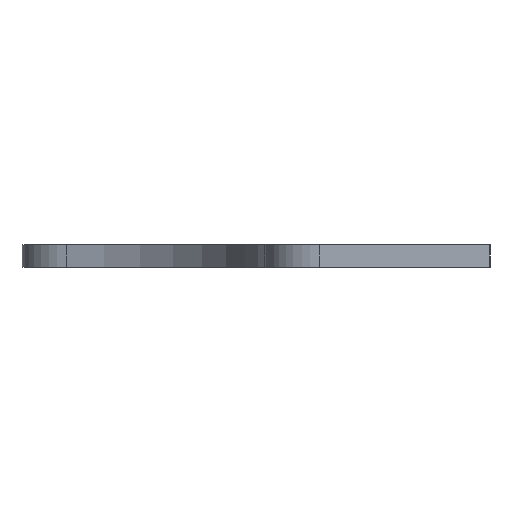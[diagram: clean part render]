
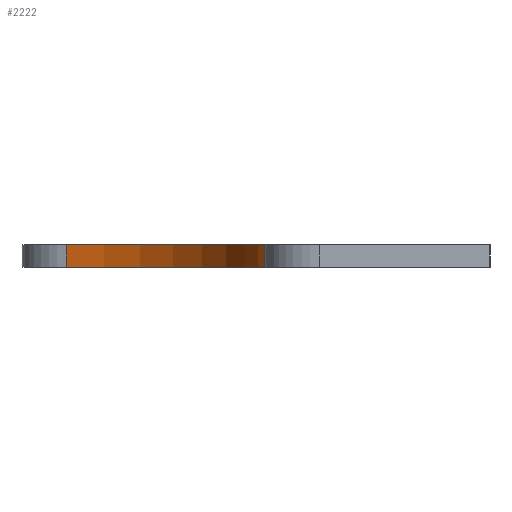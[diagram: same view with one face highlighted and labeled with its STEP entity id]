
A CAD part, front view. The second image highlights one B-rep face of the part: STEP entity #2222.
In plain terms, the highlighted cylindrical face has radius 45.191 mm (diameter 90.381 mm), a partial arc.
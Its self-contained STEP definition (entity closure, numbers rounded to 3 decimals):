
#17 = EDGE_LOOP ( 'NONE', ( #4272, #659, #3854, #3507 ) ) ;
#71 = AXIS2_PLACEMENT_3D ( 'NONE', #3774, #684, #4280 ) ;
#165 = DIRECTION ( 'NONE',  ( -1., 0., 0. ) ) ;
#201 = LINE ( 'NONE', #6258, #2791 ) ;
#413 = FACE_OUTER_BOUND ( 'NONE', #17, .T. ) ;
#659 = ORIENTED_EDGE ( 'NONE', *, *, #1196, .T. ) ;
#684 = DIRECTION ( 'NONE',  ( 0., 0., -1. ) ) ;
#720 = DIRECTION ( 'NONE',  ( 1., 0., 0. ) ) ;
#721 = DIRECTION ( 'NONE',  ( 0., 0., 1. ) ) ;
#725 = DIRECTION ( 'NONE',  ( 0., 0., -1. ) ) ;
#731 = CARTESIAN_POINT ( 'NONE',  ( -45.933, -133.418, 0. ) ) ;
#752 = CARTESIAN_POINT ( 'NONE',  ( -36.981, -89.123, 0. ) ) ;
#819 = CARTESIAN_POINT ( 'NONE',  ( -36.981, -89.123, 4. ) ) ;
#979 = VERTEX_POINT ( 'NONE', #1364 ) ;
#1009 = CARTESIAN_POINT ( 'NONE',  ( -0.942, -129.176, 4. ) ) ;
#1030 = CIRCLE ( 'NONE', #4704, 45.191 ) ;
#1078 = DIRECTION ( 'NONE',  ( 0., 0., -1. ) ) ;
#1193 = VECTOR ( 'NONE', #1078, 1000. ) ;
#1196 = EDGE_CURVE ( 'NONE', #5164, #1311, #2582, .T. ) ;
#1234 = EDGE_CURVE ( 'NONE', #1311, #979, #1030, .T. ) ;
#1311 = VERTEX_POINT ( 'NONE', #752 ) ;
#1364 = CARTESIAN_POINT ( 'NONE',  ( -0.942, -129.176, 0. ) ) ;
#1467 = CIRCLE ( 'NONE', #71, 45.191 ) ;
#1716 = CARTESIAN_POINT ( 'NONE',  ( -45.933, -133.418, 4. ) ) ;
#2074 = AXIS2_PLACEMENT_3D ( 'NONE', #1716, #3261, #165 ) ;
#2222 = ADVANCED_FACE ( 'NONE', ( #413 ), #3017, .F. ) ;
#2582 = LINE ( 'NONE', #819, #1193 ) ;
#2791 = VECTOR ( 'NONE', #721, 1000. ) ;
#3017 = CYLINDRICAL_SURFACE ( 'NONE', #2074, 45.191 ) ;
#3261 = DIRECTION ( 'NONE',  ( 0., 0., -1. ) ) ;
#3507 = ORIENTED_EDGE ( 'NONE', *, *, #4967, .T. ) ;
#3618 = EDGE_CURVE ( 'NONE', #5164, #4136, #1467, .T. ) ;
#3774 = CARTESIAN_POINT ( 'NONE',  ( -45.933, -133.418, 4. ) ) ;
#3854 = ORIENTED_EDGE ( 'NONE', *, *, #1234, .T. ) ;
#4136 = VERTEX_POINT ( 'NONE', #1009 ) ;
#4272 = ORIENTED_EDGE ( 'NONE', *, *, #3618, .F. ) ;
#4280 = DIRECTION ( 'NONE',  ( 1., 0., 0. ) ) ;
#4704 = AXIS2_PLACEMENT_3D ( 'NONE', #731, #725, #720 ) ;
#4967 = EDGE_CURVE ( 'NONE', #979, #4136, #201, .T. ) ;
#5010 = CARTESIAN_POINT ( 'NONE',  ( -36.981, -89.123, 4. ) ) ;
#5164 = VERTEX_POINT ( 'NONE', #5010 ) ;
#6258 = CARTESIAN_POINT ( 'NONE',  ( -0.942, -129.176, 4. ) ) ;
